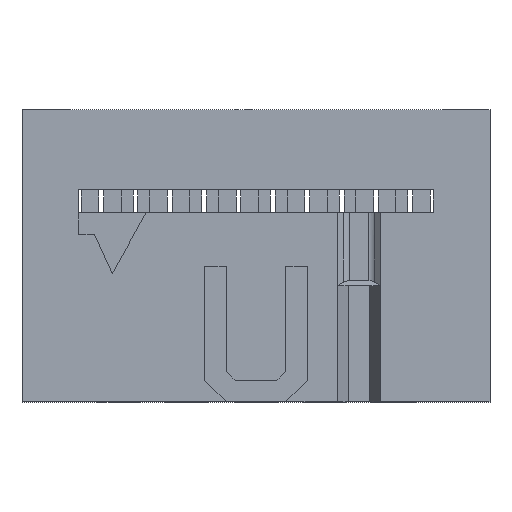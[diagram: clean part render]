
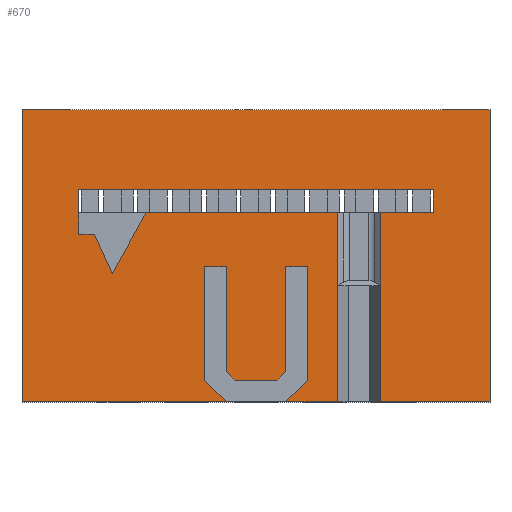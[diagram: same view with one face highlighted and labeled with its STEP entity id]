
A CAD part, top view. The second image highlights one B-rep face of the part: STEP entity #670.
In plain terms, the highlighted planar face has unit normal (0, 0, 1).
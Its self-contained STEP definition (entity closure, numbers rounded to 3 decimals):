
#670=ADVANCED_FACE('',(#1100),#887,.T.);
#887=PLANE('',#4989);
#1100=FACE_OUTER_BOUND('',#1314,.T.);
#1314=EDGE_LOOP('',(#1585,#1586,#1587,#1588,#1589,#1590,#1591,#1592,#1593,
#1594,#1595,#1596,#1597,#1598,#1599,#1600,#1601,#1602,#1603,#1604,#1605,
#1606,#1607,#1608,#1609,#1610,#1611,#1612,#1613));
#1585=ORIENTED_EDGE('',*,*,#3193,.F.);
#1586=ORIENTED_EDGE('',*,*,#3194,.T.);
#1587=ORIENTED_EDGE('',*,*,#3195,.F.);
#1588=ORIENTED_EDGE('',*,*,#3196,.T.);
#1589=ORIENTED_EDGE('',*,*,#3197,.F.);
#1590=ORIENTED_EDGE('',*,*,#3198,.F.);
#1591=ORIENTED_EDGE('',*,*,#3199,.F.);
#1592=ORIENTED_EDGE('',*,*,#3200,.T.);
#1593=ORIENTED_EDGE('',*,*,#3201,.T.);
#1594=ORIENTED_EDGE('',*,*,#3202,.T.);
#1595=ORIENTED_EDGE('',*,*,#3203,.T.);
#1596=ORIENTED_EDGE('',*,*,#3204,.T.);
#1597=ORIENTED_EDGE('',*,*,#3205,.T.);
#1598=ORIENTED_EDGE('',*,*,#3206,.T.);
#1599=ORIENTED_EDGE('',*,*,#3207,.T.);
#1600=ORIENTED_EDGE('',*,*,#3208,.T.);
#1601=ORIENTED_EDGE('',*,*,#3209,.T.);
#1602=ORIENTED_EDGE('',*,*,#3210,.T.);
#1603=ORIENTED_EDGE('',*,*,#3211,.F.);
#1604=ORIENTED_EDGE('',*,*,#3212,.F.);
#1605=ORIENTED_EDGE('',*,*,#3213,.T.);
#1606=ORIENTED_EDGE('',*,*,#3214,.F.);
#1607=ORIENTED_EDGE('',*,*,#3215,.T.);
#1608=ORIENTED_EDGE('',*,*,#3216,.T.);
#1609=ORIENTED_EDGE('',*,*,#3217,.T.);
#1610=ORIENTED_EDGE('',*,*,#3218,.F.);
#1611=ORIENTED_EDGE('',*,*,#3219,.T.);
#1612=ORIENTED_EDGE('',*,*,#3220,.T.);
#1613=ORIENTED_EDGE('',*,*,#3221,.F.);
#2789=VERTEX_POINT('',#6263);
#2794=VERTEX_POINT('',#6273);
#2795=VERTEX_POINT('',#6277);
#2796=VERTEX_POINT('',#6279);
#2797=VERTEX_POINT('',#6281);
#2798=VERTEX_POINT('',#6283);
#2799=VERTEX_POINT('',#6285);
#2800=VERTEX_POINT('',#6287);
#2801=VERTEX_POINT('',#6289);
#2802=VERTEX_POINT('',#6291);
#2803=VERTEX_POINT('',#6293);
#2804=VERTEX_POINT('',#6295);
#2805=VERTEX_POINT('',#6297);
#2806=VERTEX_POINT('',#6299);
#2807=VERTEX_POINT('',#6301);
#2808=VERTEX_POINT('',#6303);
#2809=VERTEX_POINT('',#6305);
#2810=VERTEX_POINT('',#6307);
#2811=VERTEX_POINT('',#6309);
#2812=VERTEX_POINT('',#6311);
#2813=VERTEX_POINT('',#6313);
#2814=VERTEX_POINT('',#6316);
#2815=VERTEX_POINT('',#6318);
#2816=VERTEX_POINT('',#6320);
#2817=VERTEX_POINT('',#6322);
#2818=VERTEX_POINT('',#6324);
#2819=VERTEX_POINT('',#6326);
#2820=VERTEX_POINT('',#6328);
#2821=VERTEX_POINT('',#6330);
#3193=EDGE_CURVE('',#2794,#2795,#3798,.T.);
#3194=EDGE_CURVE('',#2794,#2796,#3799,.T.);
#3195=EDGE_CURVE('',#2797,#2796,#3800,.T.);
#3196=EDGE_CURVE('',#2797,#2798,#3801,.T.);
#3197=EDGE_CURVE('',#2799,#2798,#3802,.T.);
#3198=EDGE_CURVE('',#2800,#2799,#3803,.T.);
#3199=EDGE_CURVE('',#2801,#2800,#3804,.T.);
#3200=EDGE_CURVE('',#2801,#2802,#3805,.T.);
#3201=EDGE_CURVE('',#2802,#2803,#3806,.T.);
#3202=EDGE_CURVE('',#2803,#2804,#3807,.T.);
#3203=EDGE_CURVE('',#2804,#2805,#3808,.T.);
#3204=EDGE_CURVE('',#2805,#2806,#3809,.T.);
#3205=EDGE_CURVE('',#2806,#2807,#3810,.T.);
#3206=EDGE_CURVE('',#2807,#2808,#3811,.T.);
#3207=EDGE_CURVE('',#2808,#2809,#3812,.T.);
#3208=EDGE_CURVE('',#2809,#2810,#3813,.T.);
#3209=EDGE_CURVE('',#2810,#2811,#3814,.T.);
#3210=EDGE_CURVE('',#2811,#2812,#3815,.T.);
#3211=EDGE_CURVE('',#2813,#2812,#3816,.T.);
#3212=EDGE_CURVE('',#2789,#2813,#3817,.T.);
#3213=EDGE_CURVE('',#2789,#2814,#3818,.T.);
#3214=EDGE_CURVE('',#2815,#2814,#3819,.T.);
#3215=EDGE_CURVE('',#2815,#2816,#3820,.T.);
#3216=EDGE_CURVE('',#2816,#2817,#3821,.T.);
#3217=EDGE_CURVE('',#2817,#2818,#3822,.T.);
#3218=EDGE_CURVE('',#2819,#2818,#3823,.T.);
#3219=EDGE_CURVE('',#2819,#2820,#3824,.T.);
#3220=EDGE_CURVE('',#2820,#2821,#3825,.T.);
#3221=EDGE_CURVE('',#2795,#2821,#3826,.T.);
#3798=LINE('',#6276,#4395);
#3799=LINE('',#6278,#4396);
#3800=LINE('',#6280,#4397);
#3801=LINE('',#6282,#4398);
#3802=LINE('',#6284,#4399);
#3803=LINE('',#6286,#4400);
#3804=LINE('',#6288,#4401);
#3805=LINE('',#6290,#4402);
#3806=LINE('',#6292,#4403);
#3807=LINE('',#6294,#4404);
#3808=LINE('',#6296,#4405);
#3809=LINE('',#6298,#4406);
#3810=LINE('',#6300,#4407);
#3811=LINE('',#6302,#4408);
#3812=LINE('',#6304,#4409);
#3813=LINE('',#6306,#4410);
#3814=LINE('',#6308,#4411);
#3815=LINE('',#6310,#4412);
#3816=LINE('',#6312,#4413);
#3817=LINE('',#6314,#4414);
#3818=LINE('',#6315,#4415);
#3819=LINE('',#6317,#4416);
#3820=LINE('',#6319,#4417);
#3821=LINE('',#6321,#4418);
#3822=LINE('',#6323,#4419);
#3823=LINE('',#6325,#4420);
#3824=LINE('',#6327,#4421);
#3825=LINE('',#6329,#4422);
#3826=LINE('',#6331,#4423);
#4395=VECTOR('',#5224,1.);
#4396=VECTOR('',#5225,1.);
#4397=VECTOR('',#5226,1.);
#4398=VECTOR('',#5227,1.);
#4399=VECTOR('',#5228,1.);
#4400=VECTOR('',#5229,1.);
#4401=VECTOR('',#5230,1.);
#4402=VECTOR('',#5231,1.);
#4403=VECTOR('',#5232,1.);
#4404=VECTOR('',#5233,1.);
#4405=VECTOR('',#5234,1.);
#4406=VECTOR('',#5235,1.);
#4407=VECTOR('',#5236,1.);
#4408=VECTOR('',#5237,1.);
#4409=VECTOR('',#5238,1.);
#4410=VECTOR('',#5239,1.);
#4411=VECTOR('',#5240,1.);
#4412=VECTOR('',#5241,1.);
#4413=VECTOR('',#5242,1.);
#4414=VECTOR('',#5243,1.);
#4415=VECTOR('',#5244,1.);
#4416=VECTOR('',#5245,1.);
#4417=VECTOR('',#5246,1.);
#4418=VECTOR('',#5247,1.);
#4419=VECTOR('',#5248,1.);
#4420=VECTOR('',#5249,1.);
#4421=VECTOR('',#5250,1.);
#4422=VECTOR('',#5251,1.);
#4423=VECTOR('',#5252,1.);
#4989=AXIS2_PLACEMENT_3D('',#6332,#5253,#5254);
#5224=DIRECTION('',(0.,1.,0.));
#5225=DIRECTION('',(0.,-1.,0.));
#5226=DIRECTION('',(-1.,0.,0.));
#5227=DIRECTION('',(0.,1.,0.));
#5228=DIRECTION('',(1.,0.,0.));
#5229=DIRECTION('',(0.,1.,0.));
#5230=DIRECTION('',(-1.,0.,0.));
#5231=DIRECTION('',(-0.707,0.707,0.));
#5232=DIRECTION('',(0.,1.,0.));
#5233=DIRECTION('',(1.,0.,0.));
#5234=DIRECTION('',(0.,-1.,0.));
#5235=DIRECTION('',(0.707,-0.707,0.));
#5236=DIRECTION('',(1.,0.,0.));
#5237=DIRECTION('',(0.707,0.707,0.));
#5238=DIRECTION('',(0.,1.,0.));
#5239=DIRECTION('',(1.,0.,0.));
#5240=DIRECTION('',(0.,-1.,0.));
#5241=DIRECTION('',(-0.707,-0.707,0.));
#5242=DIRECTION('',(-1.,0.,0.));
#5243=DIRECTION('',(0.,-1.,0.));
#5244=DIRECTION('',(0.,1.,0.));
#5245=DIRECTION('',(1.,0.,0.));
#5246=DIRECTION('',(-0.486,-0.874,0.));
#5247=DIRECTION('',(-0.416,0.91,0.));
#5248=DIRECTION('',(-1.,0.,0.));
#5249=DIRECTION('',(0.,-1.,0.));
#5250=DIRECTION('',(1.,0.,0.));
#5251=DIRECTION('',(0.,-1.,0.));
#5252=DIRECTION('',(1.,0.,0.));
#5253=DIRECTION('',(0.,0.,1.));
#5254=DIRECTION('',(1.,0.,0.));
#6263=CARTESIAN_POINT('',(11.66,4.3,6.1));
#6273=CARTESIAN_POINT('',(13.26,4.3,6.1));
#6276=CARTESIAN_POINT('',(13.26,4.3,6.1));
#6277=CARTESIAN_POINT('',(13.26,7.,6.1));
#6278=CARTESIAN_POINT('',(13.26,7.4,6.1));
#6279=CARTESIAN_POINT('',(13.26,0.,6.1));
#6280=CARTESIAN_POINT('',(17.3,0.,6.1));
#6281=CARTESIAN_POINT('',(17.3,0.,6.1));
#6282=CARTESIAN_POINT('',(17.3,0.,6.1));
#6283=CARTESIAN_POINT('',(17.3,10.8,6.1));
#6284=CARTESIAN_POINT('',(0.,10.8,6.1));
#6285=CARTESIAN_POINT('',(0.,10.8,6.1));
#6286=CARTESIAN_POINT('',(0.,0.,6.1));
#6287=CARTESIAN_POINT('',(0.,0.,6.1));
#6288=CARTESIAN_POINT('',(7.55,0.,6.1));
#6289=CARTESIAN_POINT('',(7.55,0.,6.1));
#6290=CARTESIAN_POINT('',(7.55,0.,6.1));
#6291=CARTESIAN_POINT('',(6.75,0.8,6.1));
#6292=CARTESIAN_POINT('',(6.75,0.8,6.1));
#6293=CARTESIAN_POINT('',(6.75,5.,6.1));
#6294=CARTESIAN_POINT('',(6.75,5.,6.1));
#6295=CARTESIAN_POINT('',(7.55,5.,6.1));
#6296=CARTESIAN_POINT('',(7.55,5.,6.1));
#6297=CARTESIAN_POINT('',(7.55,1.131,6.1));
#6298=CARTESIAN_POINT('',(7.55,1.131,6.1));
#6299=CARTESIAN_POINT('',(7.881,0.8,6.1));
#6300=CARTESIAN_POINT('',(7.881,0.8,6.1));
#6301=CARTESIAN_POINT('',(9.419,0.8,6.1));
#6302=CARTESIAN_POINT('',(9.419,0.8,6.1));
#6303=CARTESIAN_POINT('',(9.75,1.131,6.1));
#6304=CARTESIAN_POINT('',(9.75,1.131,6.1));
#6305=CARTESIAN_POINT('',(9.75,5.,6.1));
#6306=CARTESIAN_POINT('',(9.75,5.,6.1));
#6307=CARTESIAN_POINT('',(10.55,5.,6.1));
#6308=CARTESIAN_POINT('',(10.55,5.,6.1));
#6309=CARTESIAN_POINT('',(10.55,0.8,6.1));
#6310=CARTESIAN_POINT('',(10.55,0.8,6.1));
#6311=CARTESIAN_POINT('',(9.75,0.,6.1));
#6312=CARTESIAN_POINT('',(17.3,0.,6.1));
#6313=CARTESIAN_POINT('',(11.66,0.,6.1));
#6314=CARTESIAN_POINT('',(11.66,7.4,6.1));
#6315=CARTESIAN_POINT('',(11.66,4.3,6.1));
#6316=CARTESIAN_POINT('',(11.66,7.,6.1));
#6317=CARTESIAN_POINT('',(4.59,7.,6.1));
#6318=CARTESIAN_POINT('',(4.59,7.,6.1));
#6319=CARTESIAN_POINT('',(4.59,7.,6.1));
#6320=CARTESIAN_POINT('',(3.34,4.75,6.1));
#6321=CARTESIAN_POINT('',(3.34,4.75,6.1));
#6322=CARTESIAN_POINT('',(2.677,6.2,6.1));
#6323=CARTESIAN_POINT('',(2.677,6.2,6.1));
#6324=CARTESIAN_POINT('',(2.09,6.2,6.1));
#6325=CARTESIAN_POINT('',(2.09,7.85,6.1));
#6326=CARTESIAN_POINT('',(2.09,7.85,6.1));
#6327=CARTESIAN_POINT('',(15.21,7.85,6.1));
#6328=CARTESIAN_POINT('',(15.21,7.85,6.1));
#6329=CARTESIAN_POINT('',(15.21,7.85,6.1));
#6330=CARTESIAN_POINT('',(15.21,7.,6.1));
#6331=CARTESIAN_POINT('',(4.59,7.,6.1));
#6332=CARTESIAN_POINT('',(-0.633,-0.74,6.1));
